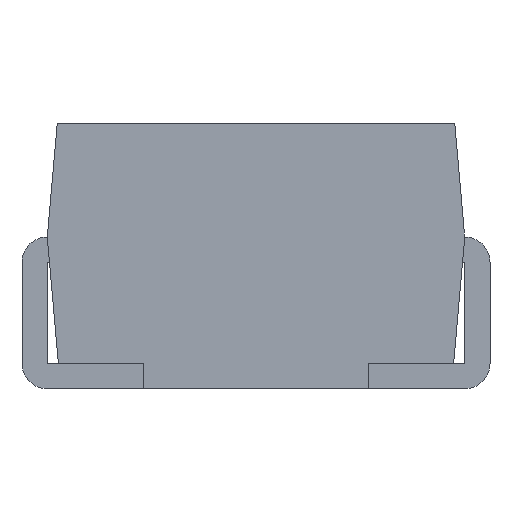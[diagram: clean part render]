
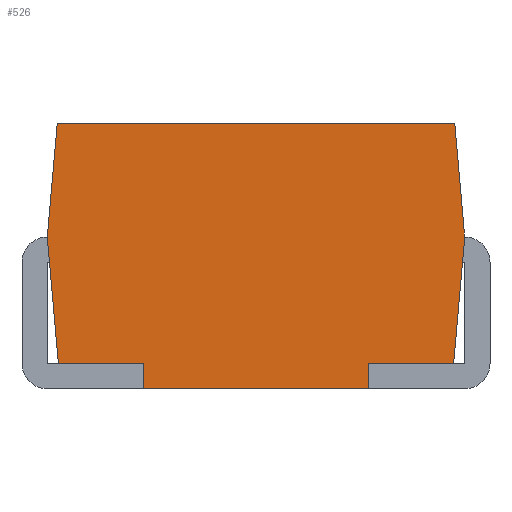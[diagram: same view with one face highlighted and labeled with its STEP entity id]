
A CAD part, front view. The second image highlights one B-rep face of the part: STEP entity #526.
In plain terms, the highlighted planar face has unit normal (0, -1, 0).
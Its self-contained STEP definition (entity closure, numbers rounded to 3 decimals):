
#257 = EDGE_CURVE('',#258,#260,#262,.T.);
#258 = VERTEX_POINT('',#259);
#259 = CARTESIAN_POINT('',(-1.65,-1.5,1.2));
#260 = VERTEX_POINT('',#261);
#261 = CARTESIAN_POINT('',(-1.563,-1.5,0.2));
#262 = LINE('',#263,#264);
#263 = CARTESIAN_POINT('',(-1.65,-1.5,1.2));
#264 = VECTOR('',#265,1.);
#265 = DIRECTION('',(0.087,0.,
    -0.996));
#482 = EDGE_CURVE('',#260,#483,#485,.T.);
#483 = VERTEX_POINT('',#484);
#484 = CARTESIAN_POINT('',(-0.89,-1.5,0.2));
#485 = LINE('',#486,#487);
#486 = CARTESIAN_POINT('',(-1.563,-1.5,0.2));
#487 = VECTOR('',#488,1.);
#488 = DIRECTION('',(1.,0.,0.));
#506 = EDGE_CURVE('',#483,#507,#509,.T.);
#507 = VERTEX_POINT('',#508);
#508 = CARTESIAN_POINT('',(-0.89,-1.5,0.));
#509 = LINE('',#510,#511);
#510 = CARTESIAN_POINT('',(-0.89,-1.5,0.2));
#511 = VECTOR('',#512,1.);
#512 = DIRECTION('',(0.,0.,-1.));
#526 = ADVANCED_FACE('',(#527),#586,.T.);
#527 = FACE_BOUND('',#528,.T.);
#528 = EDGE_LOOP('',(#529,#530,#538,#546,#554,#562,#570,#578,#584,#585)
  );
#529 = ORIENTED_EDGE('',*,*,#506,.T.);
#530 = ORIENTED_EDGE('',*,*,#531,.T.);
#531 = EDGE_CURVE('',#507,#532,#534,.T.);
#532 = VERTEX_POINT('',#533);
#533 = CARTESIAN_POINT('',(0.89,-1.5,0.));
#534 = LINE('',#535,#536);
#535 = CARTESIAN_POINT('',(-0.89,-1.5,0.));
#536 = VECTOR('',#537,1.);
#537 = DIRECTION('',(1.,0.,0.));
#538 = ORIENTED_EDGE('',*,*,#539,.F.);
#539 = EDGE_CURVE('',#540,#532,#542,.T.);
#540 = VERTEX_POINT('',#541);
#541 = CARTESIAN_POINT('',(0.89,-1.5,0.2));
#542 = LINE('',#543,#544);
#543 = CARTESIAN_POINT('',(0.89,-1.5,0.2));
#544 = VECTOR('',#545,1.);
#545 = DIRECTION('',(0.,0.,-1.));
#546 = ORIENTED_EDGE('',*,*,#547,.F.);
#547 = EDGE_CURVE('',#548,#540,#550,.T.);
#548 = VERTEX_POINT('',#549);
#549 = CARTESIAN_POINT('',(1.563,-1.5,0.2));
#550 = LINE('',#551,#552);
#551 = CARTESIAN_POINT('',(1.563,-1.5,0.2));
#552 = VECTOR('',#553,1.);
#553 = DIRECTION('',(-1.,0.,0.));
#554 = ORIENTED_EDGE('',*,*,#555,.F.);
#555 = EDGE_CURVE('',#556,#548,#558,.T.);
#556 = VERTEX_POINT('',#557);
#557 = CARTESIAN_POINT('',(1.65,-1.5,1.2));
#558 = LINE('',#559,#560);
#559 = CARTESIAN_POINT('',(1.65,-1.5,1.2));
#560 = VECTOR('',#561,1.);
#561 = DIRECTION('',(-0.087,0.,
    -0.996));
#562 = ORIENTED_EDGE('',*,*,#563,.F.);
#563 = EDGE_CURVE('',#564,#556,#566,.T.);
#564 = VERTEX_POINT('',#565);
#565 = CARTESIAN_POINT('',(1.571,-1.5,2.1));
#566 = LINE('',#567,#568);
#567 = CARTESIAN_POINT('',(1.571,-1.5,2.1));
#568 = VECTOR('',#569,1.);
#569 = DIRECTION('',(0.087,0.,
    -0.996));
#570 = ORIENTED_EDGE('',*,*,#571,.F.);
#571 = EDGE_CURVE('',#572,#564,#574,.T.);
#572 = VERTEX_POINT('',#573);
#573 = CARTESIAN_POINT('',(-1.571,-1.5,2.1));
#574 = LINE('',#575,#576);
#575 = CARTESIAN_POINT('',(0.,-1.5,2.1));
#576 = VECTOR('',#577,1.);
#577 = DIRECTION('',(1.,0.,0.));
#578 = ORIENTED_EDGE('',*,*,#579,.T.);
#579 = EDGE_CURVE('',#572,#258,#580,.T.);
#580 = LINE('',#581,#582);
#581 = CARTESIAN_POINT('',(-1.571,-1.5,2.1));
#582 = VECTOR('',#583,1.);
#583 = DIRECTION('',(-0.087,0.,
    -0.996));
#584 = ORIENTED_EDGE('',*,*,#257,.T.);
#585 = ORIENTED_EDGE('',*,*,#482,.T.);
#586 = PLANE('',#587);
#587 = AXIS2_PLACEMENT_3D('',#588,#589,#590);
#588 = CARTESIAN_POINT('',(-0.825,-1.5,1.05));
#589 = DIRECTION('',(0.,-1.,0.));
#590 = DIRECTION('',(0.,0.,1.));
